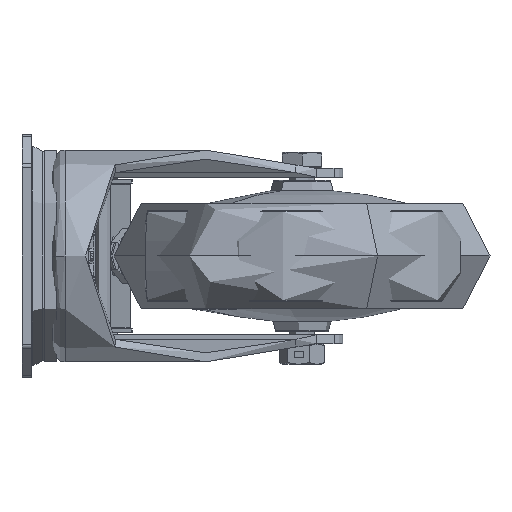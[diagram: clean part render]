
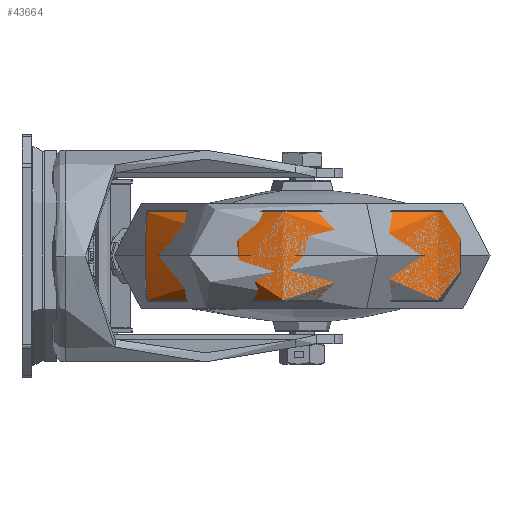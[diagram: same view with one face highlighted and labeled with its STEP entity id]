
A CAD part, left-side view. The second image highlights one B-rep face of the part: STEP entity #43664.
In plain terms, the highlighted toroidal (fillet/blend) face has major radius 83.478 mm and minor radius 140 mm.
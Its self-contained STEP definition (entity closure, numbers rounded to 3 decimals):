
#8391 = EDGE_LOOP ( 'NONE', ( #40204, #15558, #38566, #24956 ) ) ;
#10108 = DIRECTION ( 'NONE',  ( 0., 0., -1. ) ) ;
#10761 = VERTEX_POINT ( 'NONE', #38174 ) ;
#15558 = ORIENTED_EDGE ( 'NONE', *, *, #54039, .T. ) ;
#17148 = VERTEX_POINT ( 'NONE', #39157 ) ;
#19351 = DIRECTION ( 'NONE',  ( -0.399, 0.917, 0. ) ) ;
#20626 = FACE_OUTER_BOUND ( 'NONE', #8391, .T. ) ;
#21324 = CIRCLE ( 'NONE', #48670, 55.76 ) ;
#21987 = CARTESIAN_POINT ( 'NONE',  ( 17.741, -41.375, 14.584 ) ) ;
#23051 = AXIS2_PLACEMENT_3D ( 'NONE', #46728, #47032, #38748 ) ;
#24934 = CARTESIAN_POINT ( 'NONE',  ( 40., -92.5, -14.584 ) ) ;
#24956 = ORIENTED_EDGE ( 'NONE', *, *, #51506, .F. ) ;
#25214 = CARTESIAN_POINT ( 'NONE',  ( 73.323, -169.038, 0. ) ) ;
#25356 = VERTEX_POINT ( 'NONE', #21987 ) ;
#28173 = DIRECTION ( 'NONE',  ( -0.399, 0.917, 0. ) ) ;
#28427 = AXIS2_PLACEMENT_3D ( 'NONE', #28587, #46609, #29768 ) ;
#28587 = CARTESIAN_POINT ( 'NONE',  ( 40., -92.5, 0. ) ) ;
#29158 = CIRCLE ( 'NONE', #47067, 55.76 ) ;
#29369 = DIRECTION ( 'NONE',  ( 0., 0., -1. ) ) ;
#29768 = DIRECTION ( 'NONE',  ( -0.399, 0.917, 0. ) ) ;
#37874 = CARTESIAN_POINT ( 'NONE',  ( 17.741, -41.375, -14.584 ) ) ;
#38174 = CARTESIAN_POINT ( 'NONE',  ( 62.259, -143.625, -14.584 ) ) ;
#38566 = ORIENTED_EDGE ( 'NONE', *, *, #47670, .T. ) ;
#38748 = DIRECTION ( 'NONE',  ( -0.399, 0.917, 0. ) ) ;
#38914 = CIRCLE ( 'NONE', #39824, 140. ) ;
#39157 = CARTESIAN_POINT ( 'NONE',  ( 62.259, -143.625, 14.584 ) ) ;
#39824 = AXIS2_PLACEMENT_3D ( 'NONE', #25214, #46787, #51525 ) ;
#40204 = ORIENTED_EDGE ( 'NONE', *, *, #46249, .F. ) ;
#43664 = ADVANCED_FACE ( 'NONE', ( #20626 ), #50133, .T. ) ;
#45321 = CARTESIAN_POINT ( 'NONE',  ( 40., -92.5, 14.584 ) ) ;
#46249 = EDGE_CURVE ( 'NONE', #17148, #10761, #47547, .T. ) ;
#46262 = VERTEX_POINT ( 'NONE', #37874 ) ;
#46609 = DIRECTION ( 'NONE',  ( 0., 0., -1. ) ) ;
#46728 = CARTESIAN_POINT ( 'NONE',  ( 6.677, -15.962, 0. ) ) ;
#46787 = DIRECTION ( 'NONE',  ( -0.917, -0.399, 0. ) ) ;
#47032 = DIRECTION ( 'NONE',  ( 0.917, 0.399, 0. ) ) ;
#47067 = AXIS2_PLACEMENT_3D ( 'NONE', #45321, #10108, #28173 ) ;
#47547 = CIRCLE ( 'NONE', #23051, 140. ) ;
#47670 = EDGE_CURVE ( 'NONE', #25356, #46262, #38914, .T. ) ;
#48670 = AXIS2_PLACEMENT_3D ( 'NONE', #24934, #29369, #19351 ) ;
#50133 = TOROIDAL_SURFACE ( 'NONE', #28427, -83.478, 140. ) ;
#51506 = EDGE_CURVE ( 'NONE', #10761, #46262, #21324, .T. ) ;
#51525 = DIRECTION ( 'NONE',  ( 0.399, -0.917, 0. ) ) ;
#54039 = EDGE_CURVE ( 'NONE', #17148, #25356, #29158, .T. ) ;
